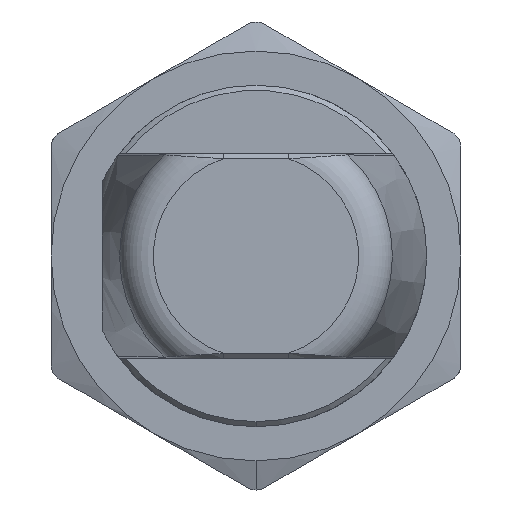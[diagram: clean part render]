
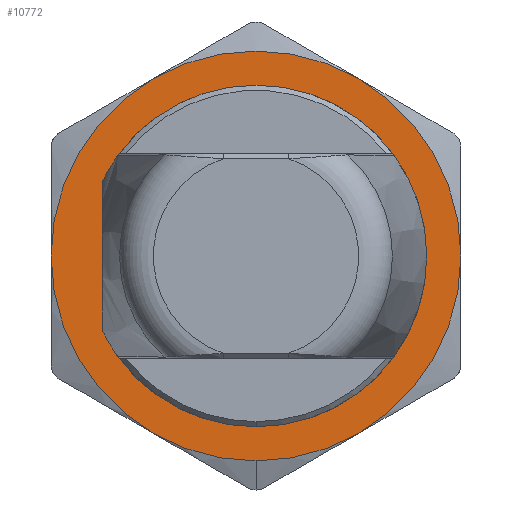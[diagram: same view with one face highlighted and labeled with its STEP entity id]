
A CAD part, left-side view. The second image highlights one B-rep face of the part: STEP entity #10772.
In plain terms, the highlighted face is planar.
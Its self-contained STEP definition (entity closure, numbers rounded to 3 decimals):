
#308 = CARTESIAN_POINT ( 'NONE',  ( 0., 0., -4. ) ) ;
#428 = CIRCLE ( 'NONE', #12788, 12. ) ;
#541 = FACE_BOUND ( 'NONE', #1278, .T. ) ;
#794 = AXIS2_PLACEMENT_3D ( 'NONE', #22534, #24551, #3269 ) ;
#1133 = DIRECTION ( 'NONE',  ( 1., 0., 0. ) ) ;
#1278 = EDGE_LOOP ( 'NONE', ( #19092, #22828 ) ) ;
#2156 = AXIS2_PLACEMENT_3D ( 'NONE', #26719, #3461, #1133 ) ;
#2258 = CARTESIAN_POINT ( 'NONE',  ( 0., 0., -4. ) ) ;
#2262 = EDGE_LOOP ( 'NONE', ( #14068, #6928, #12444, #21809, #21101, #9916, #18475 ) ) ;
#2528 = CARTESIAN_POINT ( 'NONE',  ( 0., -12., -4. ) ) ;
#2633 = DIRECTION ( 'NONE',  ( 1., 0., 0. ) ) ;
#2908 = CARTESIAN_POINT ( 'NONE',  ( 12., 0., -4. ) ) ;
#3269 = DIRECTION ( 'NONE',  ( 1., 0., 0. ) ) ;
#3461 = DIRECTION ( 'NONE',  ( 0., 0., 1. ) ) ;
#3759 = AXIS2_PLACEMENT_3D ( 'NONE', #29276, #8055, #5742 ) ;
#4460 = CARTESIAN_POINT ( 'NONE',  ( 10.392, 6., -4. ) ) ;
#4950 = CARTESIAN_POINT ( 'NONE',  ( 0., 0., -4. ) ) ;
#5742 = DIRECTION ( 'NONE',  ( 1., 0., 0. ) ) ;
#6928 = ORIENTED_EDGE ( 'NONE', *, *, #15173, .F. ) ;
#7189 = CIRCLE ( 'NONE', #21572, 12. ) ;
#7595 = DIRECTION ( 'NONE',  ( 0., 0., 1. ) ) ;
#7742 = DIRECTION ( 'NONE',  ( 1., 0., 0. ) ) ;
#8055 = DIRECTION ( 'NONE',  ( 0., 0., 1. ) ) ;
#8320 = VERTEX_POINT ( 'NONE', #2908 ) ;
#8410 = VERTEX_POINT ( 'NONE', #28633 ) ;
#9055 = CIRCLE ( 'NONE', #17990, 8.25 ) ;
#9632 = CARTESIAN_POINT ( 'NONE',  ( 0., 0., -4. ) ) ;
#9916 = ORIENTED_EDGE ( 'NONE', *, *, #16733, .F. ) ;
#10252 = FACE_OUTER_BOUND ( 'NONE', #2262, .T. ) ;
#10772 = ADVANCED_FACE ( 'NONE', ( #541, #10252 ), #19756, .F. ) ;
#11787 = CARTESIAN_POINT ( 'NONE',  ( -10.392, -6., -4. ) ) ;
#12444 = ORIENTED_EDGE ( 'NONE', *, *, #21519, .F. ) ;
#12710 = VERTEX_POINT ( 'NONE', #21239 ) ;
#12764 = CIRCLE ( 'NONE', #21726, 12. ) ;
#12788 = AXIS2_PLACEMENT_3D ( 'NONE', #14751, #7595, #7742 ) ;
#14068 = ORIENTED_EDGE ( 'NONE', *, *, #14415, .F. ) ;
#14270 = DIRECTION ( 'NONE',  ( 0., 0., 1. ) ) ;
#14354 = CARTESIAN_POINT ( 'NONE',  ( 0., 12., -4. ) ) ;
#14415 = EDGE_CURVE ( 'NONE', #19301, #19671, #22611, .T. ) ;
#14416 = DIRECTION ( 'NONE',  ( 0., 0., 1. ) ) ;
#14454 = EDGE_CURVE ( 'NONE', #23776, #8410, #26539, .T. ) ;
#14751 = CARTESIAN_POINT ( 'NONE',  ( 0., 0., -4. ) ) ;
#15173 = EDGE_CURVE ( 'NONE', #8320, #19301, #7189, .T. ) ;
#15810 = AXIS2_PLACEMENT_3D ( 'NONE', #26796, #19834, #19681 ) ;
#15995 = CIRCLE ( 'NONE', #16522, 12. ) ;
#16522 = AXIS2_PLACEMENT_3D ( 'NONE', #308, #28634, #16766 ) ;
#16696 = VERTEX_POINT ( 'NONE', #26214 ) ;
#16733 = EDGE_CURVE ( 'NONE', #16696, #30325, #12764, .T. ) ;
#16766 = DIRECTION ( 'NONE',  ( 1., 0., 0. ) ) ;
#17030 = DIRECTION ( 'NONE',  ( 1., 0., 0. ) ) ;
#17969 = VERTEX_POINT ( 'NONE', #21630 ) ;
#17990 = AXIS2_PLACEMENT_3D ( 'NONE', #2258, #25859, #17030 ) ;
#18308 = CIRCLE ( 'NONE', #21295, 12. ) ;
#18475 = ORIENTED_EDGE ( 'NONE', *, *, #20412, .F. ) ;
#19092 = ORIENTED_EDGE ( 'NONE', *, *, #28741, .T. ) ;
#19301 = VERTEX_POINT ( 'NONE', #4460 ) ;
#19671 = VERTEX_POINT ( 'NONE', #14354 ) ;
#19681 = DIRECTION ( 'NONE',  ( 1., 0., 0. ) ) ;
#19756 = PLANE ( 'NONE',  #2156 ) ;
#19834 = DIRECTION ( 'NONE',  ( 0., 0., 1. ) ) ;
#20412 = EDGE_CURVE ( 'NONE', #19671, #16696, #428, .T. ) ;
#21101 = ORIENTED_EDGE ( 'NONE', *, *, #29931, .F. ) ;
#21239 = CARTESIAN_POINT ( 'NONE',  ( 8.25, 0., -4. ) ) ;
#21295 = AXIS2_PLACEMENT_3D ( 'NONE', #4950, #14416, #2633 ) ;
#21473 = DIRECTION ( 'NONE',  ( 0., 0., 1. ) ) ;
#21485 = EDGE_CURVE ( 'NONE', #12710, #17969, #25227, .T. ) ;
#21519 = EDGE_CURVE ( 'NONE', #8410, #8320, #18308, .T. ) ;
#21572 = AXIS2_PLACEMENT_3D ( 'NONE', #9632, #21473, #28256 ) ;
#21630 = CARTESIAN_POINT ( 'NONE',  ( -8.25, 0., -4. ) ) ;
#21726 = AXIS2_PLACEMENT_3D ( 'NONE', #26072, #14270, #25616 ) ;
#21809 = ORIENTED_EDGE ( 'NONE', *, *, #14454, .F. ) ;
#22534 = CARTESIAN_POINT ( 'NONE',  ( 0., 0., -4. ) ) ;
#22611 = CIRCLE ( 'NONE', #794, 12. ) ;
#22828 = ORIENTED_EDGE ( 'NONE', *, *, #21485, .T. ) ;
#23776 = VERTEX_POINT ( 'NONE', #2528 ) ;
#24551 = DIRECTION ( 'NONE',  ( 0., 0., 1. ) ) ;
#25227 = CIRCLE ( 'NONE', #15810, 8.25 ) ;
#25616 = DIRECTION ( 'NONE',  ( 1., 0., 0. ) ) ;
#25859 = DIRECTION ( 'NONE',  ( 0., 0., 1. ) ) ;
#26072 = CARTESIAN_POINT ( 'NONE',  ( 0., 0., -4. ) ) ;
#26214 = CARTESIAN_POINT ( 'NONE',  ( -10.392, 6., -4. ) ) ;
#26539 = CIRCLE ( 'NONE', #3759, 12. ) ;
#26719 = CARTESIAN_POINT ( 'NONE',  ( 20.785, 12., -4. ) ) ;
#26796 = CARTESIAN_POINT ( 'NONE',  ( 0., 0., -4. ) ) ;
#28256 = DIRECTION ( 'NONE',  ( 1., 0., 0. ) ) ;
#28633 = CARTESIAN_POINT ( 'NONE',  ( 10.392, -6., -4. ) ) ;
#28634 = DIRECTION ( 'NONE',  ( 0., 0., 1. ) ) ;
#28741 = EDGE_CURVE ( 'NONE', #17969, #12710, #9055, .T. ) ;
#29276 = CARTESIAN_POINT ( 'NONE',  ( 0., 0., -4. ) ) ;
#29931 = EDGE_CURVE ( 'NONE', #30325, #23776, #15995, .T. ) ;
#30325 = VERTEX_POINT ( 'NONE', #11787 ) ;
